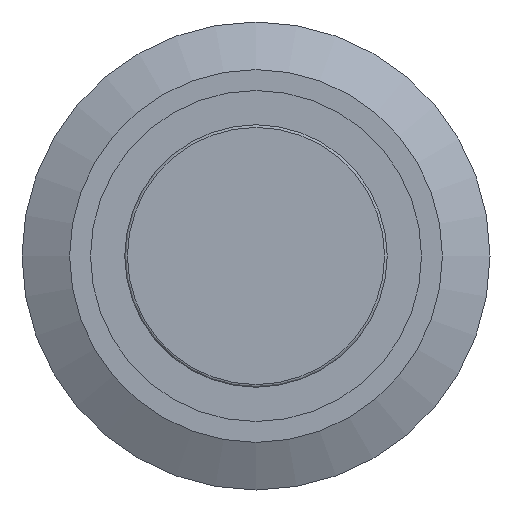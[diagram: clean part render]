
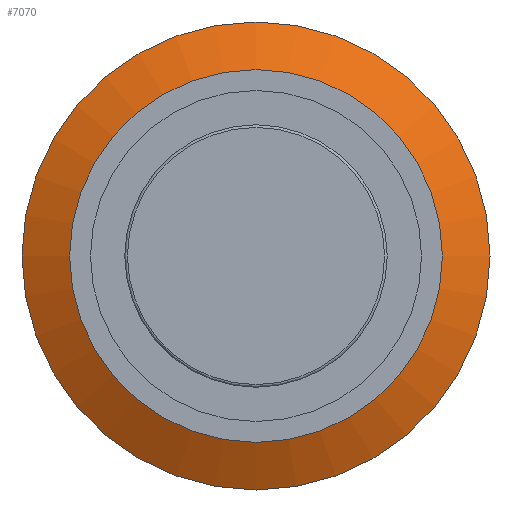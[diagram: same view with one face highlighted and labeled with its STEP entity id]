
A CAD part, front view. The second image highlights one B-rep face of the part: STEP entity #7070.
In plain terms, the highlighted conical face has half-angle 63.034 degrees and reference radius 12.575 mm.
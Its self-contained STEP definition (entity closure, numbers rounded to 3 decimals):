
#56=CONICAL_SURFACE('',#7677,12.575,1.1);
#612=CIRCLE('',#7675,14.);
#613=CIRCLE('',#7676,14.);
#614=CIRCLE('',#7678,11.15);
#615=CIRCLE('',#7679,11.15);
#1049=FACE_OUTER_BOUND('',#1457,.T.);
#1457=EDGE_LOOP('',(#6198,#6199,#6200,#6201,#6202,#6203));
#2089=LINE('',#12453,#2670);
#2670=VECTOR('',#9478,12.575);
#3279=VERTEX_POINT('',#12443);
#3280=VERTEX_POINT('',#12444);
#3281=VERTEX_POINT('',#12449);
#3282=VERTEX_POINT('',#12450);
#4275=EDGE_CURVE('',#3279,#3280,#612,.T.);
#4276=EDGE_CURVE('',#3280,#3279,#613,.T.);
#4278=EDGE_CURVE('',#3281,#3282,#614,.T.);
#4279=EDGE_CURVE('',#3282,#3281,#615,.T.);
#4280=EDGE_CURVE('',#3282,#3280,#2089,.T.);
#6198=ORIENTED_EDGE('',*,*,#4278,.F.);
#6199=ORIENTED_EDGE('',*,*,#4279,.F.);
#6200=ORIENTED_EDGE('',*,*,#4280,.T.);
#6201=ORIENTED_EDGE('',*,*,#4276,.T.);
#6202=ORIENTED_EDGE('',*,*,#4275,.T.);
#6203=ORIENTED_EDGE('',*,*,#4280,.F.);
#7070=ADVANCED_FACE('',(#1049),#56,.T.);
#7675=AXIS2_PLACEMENT_3D('',#12445,#9467,#9468);
#7676=AXIS2_PLACEMENT_3D('',#12446,#9469,#9470);
#7677=AXIS2_PLACEMENT_3D('',#12448,#9472,#9473);
#7678=AXIS2_PLACEMENT_3D('',#12451,#9474,#9475);
#7679=AXIS2_PLACEMENT_3D('',#12452,#9476,#9477);
#9467=DIRECTION('center_axis',(0.,-1.,0.));
#9468=DIRECTION('ref_axis',(0.,0.,
1.));
#9469=DIRECTION('center_axis',(0.,-1.,0.));
#9470=DIRECTION('ref_axis',(0.,0.,
1.));
#9472=DIRECTION('center_axis',(0.,1.,0.));
#9473=DIRECTION('ref_axis',(0.,0.,
1.));
#9474=DIRECTION('center_axis',(0.,-1.,0.));
#9475=DIRECTION('ref_axis',(0.,0.,
1.));
#9476=DIRECTION('center_axis',(0.,-1.,0.));
#9477=DIRECTION('ref_axis',(0.,0.,
1.));
#9478=DIRECTION('',(0.,0.453,-0.891));
#12443=CARTESIAN_POINT('',(0.,-35.45,14.));
#12444=CARTESIAN_POINT('',(0.,-35.45,-14.));
#12445=CARTESIAN_POINT('Origin',(0.,-35.45,
0.));
#12446=CARTESIAN_POINT('Origin',(0.,-35.45,
0.));
#12448=CARTESIAN_POINT('Origin',(0.,-36.175,
0.));
#12449=CARTESIAN_POINT('',(0.,-36.9,11.15));
#12450=CARTESIAN_POINT('',(0.,-36.9,-11.15));
#12451=CARTESIAN_POINT('Origin',(0.,-36.9,
0.));
#12452=CARTESIAN_POINT('Origin',(0.,-36.9,
0.));
#12453=CARTESIAN_POINT('',(0.,-36.175,-12.575));
